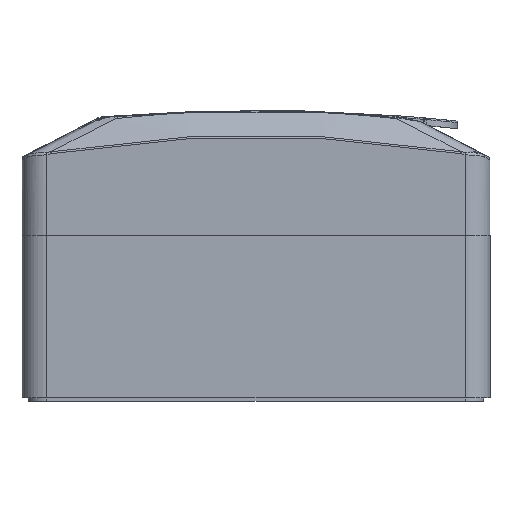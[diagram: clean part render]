
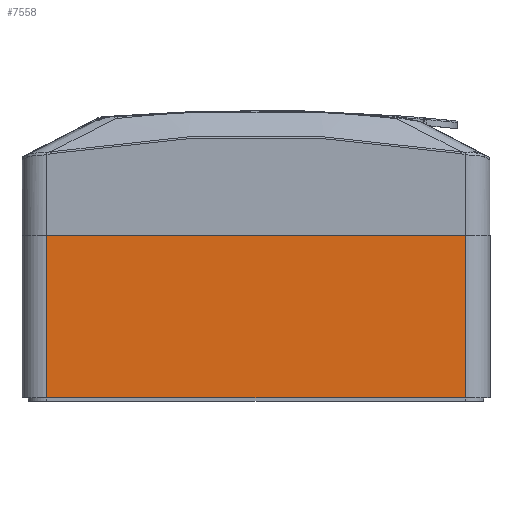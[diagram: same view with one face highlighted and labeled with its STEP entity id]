
A CAD part, left-side view. The second image highlights one B-rep face of the part: STEP entity #7558.
In plain terms, the highlighted planar face has unit normal (-1, 0, 0).
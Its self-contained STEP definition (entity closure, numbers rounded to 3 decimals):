
#55 = VECTOR ( 'NONE', #22932, 1000. ) ;
#528 = LINE ( 'NONE', #15732, #26946 ) ;
#739 = EDGE_CURVE ( 'NONE', #30673, #29142, #31488, .T. ) ;
#4479 = FACE_OUTER_BOUND ( 'NONE', #28356, .T. ) ;
#6985 = LINE ( 'NONE', #23090, #55 ) ;
#7558 = ADVANCED_FACE ( 'NONE', ( #4479 ), #23305, .F. ) ;
#8435 = VERTEX_POINT ( 'NONE', #23608 ) ;
#11790 = CARTESIAN_POINT ( 'NONE',  ( -32.5, -33.5, 26. ) ) ;
#11839 = CARTESIAN_POINT ( 'NONE',  ( -32.5, -33.5, 0. ) ) ;
#11893 = DIRECTION ( 'NONE',  ( 0., 0., -1. ) ) ;
#12144 = VECTOR ( 'NONE', #11893, 1000. ) ;
#13189 = CARTESIAN_POINT ( 'NONE',  ( -32.5, 33.5, 0. ) ) ;
#15380 = EDGE_CURVE ( 'NONE', #8435, #30673, #16765, .T. ) ;
#15581 = ORIENTED_EDGE ( 'NONE', *, *, #15380, .F. ) ;
#15732 = CARTESIAN_POINT ( 'NONE',  ( -32.5, 33.5, 26. ) ) ;
#16765 = LINE ( 'NONE', #19505, #23479 ) ;
#16855 = DIRECTION ( 'NONE',  ( 0., 0., -1. ) ) ;
#16941 = EDGE_CURVE ( 'NONE', #8435, #27265, #528, .T. ) ;
#17886 = DIRECTION ( 'NONE',  ( 1., 0., 0. ) ) ;
#17997 = DIRECTION ( 'NONE',  ( 0., 0., -1. ) ) ;
#19505 = CARTESIAN_POINT ( 'NONE',  ( -32.5, -33.5, 26. ) ) ;
#19859 = DIRECTION ( 'NONE',  ( 0., -1., 0. ) ) ;
#22932 = DIRECTION ( 'NONE',  ( 0., -1., 0. ) ) ;
#23089 = CARTESIAN_POINT ( 'NONE',  ( -32.5, -33.5, 26. ) ) ;
#23090 = CARTESIAN_POINT ( 'NONE',  ( -32.5, -33.5, 0. ) ) ;
#23121 = ORIENTED_EDGE ( 'NONE', *, *, #16941, .T. ) ;
#23305 = PLANE ( 'NONE',  #29464 ) ;
#23479 = VECTOR ( 'NONE', #19859, 1000. ) ;
#23608 = CARTESIAN_POINT ( 'NONE',  ( -32.5, 33.5, 26. ) ) ;
#25006 = CARTESIAN_POINT ( 'NONE',  ( -32.5, -33.5, 26. ) ) ;
#26613 = ORIENTED_EDGE ( 'NONE', *, *, #30768, .T. ) ;
#26946 = VECTOR ( 'NONE', #16855, 1000. ) ;
#27265 = VERTEX_POINT ( 'NONE', #13189 ) ;
#28187 = ORIENTED_EDGE ( 'NONE', *, *, #739, .F. ) ;
#28356 = EDGE_LOOP ( 'NONE', ( #26613, #28187, #15581, #23121 ) ) ;
#29142 = VERTEX_POINT ( 'NONE', #11839 ) ;
#29464 = AXIS2_PLACEMENT_3D ( 'NONE', #23089, #17886, #17997 ) ;
#30673 = VERTEX_POINT ( 'NONE', #25006 ) ;
#30768 = EDGE_CURVE ( 'NONE', #27265, #29142, #6985, .T. ) ;
#31488 = LINE ( 'NONE', #11790, #12144 ) ;
